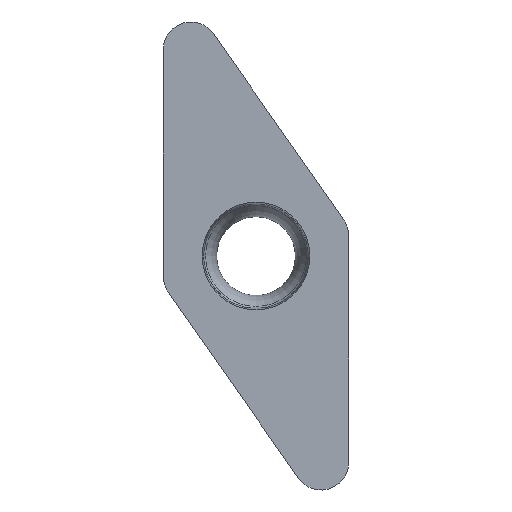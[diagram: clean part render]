
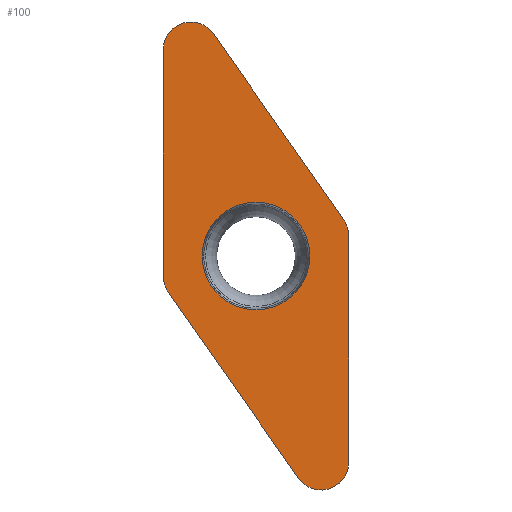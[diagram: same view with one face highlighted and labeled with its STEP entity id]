
A CAD part, top view. The second image highlights one B-rep face of the part: STEP entity #100.
In plain terms, the highlighted planar face has unit normal (0, 0, 1).
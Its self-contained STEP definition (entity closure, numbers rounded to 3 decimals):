
#100=ADVANCED_FACE('',(#209,#210),#112,.T.);
#112=PLANE('',#612);
#127=LINE('',#850,#165);
#129=LINE('',#854,#167);
#139=LINE('',#929,#179);
#141=LINE('',#933,#181);
#165=VECTOR('',#643,1.);
#167=VECTOR('',#647,1.);
#179=VECTOR('',#671,1.);
#181=VECTOR('',#675,1.);
#209=FACE_BOUND('',#241,.T.);
#210=FACE_BOUND('',#242,.T.);
#241=EDGE_LOOP('',(#362));
#242=EDGE_LOOP('',(#363,#364,#365,#366,#367,#368,#369,#370));
#362=ORIENTED_EDGE('',*,*,#494,.F.);
#363=ORIENTED_EDGE('',*,*,#490,.T.);
#364=ORIENTED_EDGE('',*,*,#477,.T.);
#365=ORIENTED_EDGE('',*,*,#470,.F.);
#366=ORIENTED_EDGE('',*,*,#475,.T.);
#367=ORIENTED_EDGE('',*,*,#487,.T.);
#368=ORIENTED_EDGE('',*,*,#457,.T.);
#369=ORIENTED_EDGE('',*,*,#450,.F.);
#370=ORIENTED_EDGE('',*,*,#455,.T.);
#398=VERTEX_POINT('',#834);
#401=VERTEX_POINT('',#839);
#405=VERTEX_POINT('',#849);
#407=VERTEX_POINT('',#855);
#414=VERTEX_POINT('',#913);
#417=VERTEX_POINT('',#918);
#421=VERTEX_POINT('',#928);
#423=VERTEX_POINT('',#934);
#433=VERTEX_POINT('',#1022);
#450=EDGE_CURVE('',#401,#398,#508,.T.);
#455=EDGE_CURVE('',#401,#405,#127,.T.);
#457=EDGE_CURVE('',#407,#398,#129,.T.);
#470=EDGE_CURVE('',#417,#414,#511,.T.);
#475=EDGE_CURVE('',#417,#421,#139,.T.);
#477=EDGE_CURVE('',#423,#414,#141,.T.);
#487=EDGE_CURVE('',#421,#407,#514,.T.);
#490=EDGE_CURVE('',#405,#423,#515,.T.);
#494=EDGE_CURVE('',#433,#433,#517,.T.);
#508=CIRCLE('',#579,1.191);
#511=CIRCLE('',#586,1.191);
#514=CIRCLE('',#592,1.191);
#515=CIRCLE('',#594,1.191);
#517=CIRCLE('',#597,2.322);
#579=AXIS2_PLACEMENT_3D('',#840,#635,#636);
#586=AXIS2_PLACEMENT_3D('',#919,#663,#664);
#592=AXIS2_PLACEMENT_3D('',#991,#687,#688);
#594=AXIS2_PLACEMENT_3D('',#1005,#691,#692);
#597=AXIS2_PLACEMENT_3D('',#1021,#697,#698);
#612=AXIS2_PLACEMENT_3D('',#1057,#739,#740);
#635=DIRECTION('',(0.,0.,-1.));
#636=DIRECTION('',(1.,0.,0.));
#643=DIRECTION('',(0.,1.,0.));
#647=DIRECTION('',(0.574,-0.819,0.));
#663=DIRECTION('',(0.,0.,-1.));
#664=DIRECTION('',(1.,0.,0.));
#671=DIRECTION('',(0.,-1.,0.));
#675=DIRECTION('',(-0.574,0.819,0.));
#687=DIRECTION('',(0.,0.,1.));
#688=DIRECTION('',(1.,0.,0.));
#691=DIRECTION('',(0.,0.,1.));
#692=DIRECTION('',(1.,0.,0.));
#697=DIRECTION('',(0.,0.,1.));
#698=DIRECTION('',(1.,0.,0.));
#739=DIRECTION('',(0.,0.,1.));
#740=DIRECTION('',(1.,0.,0.));
#834=CARTESIAN_POINT('',(1.833,-9.592,0.));
#839=CARTESIAN_POINT('',(4.,-8.909,0.));
#840=CARTESIAN_POINT('',(2.809,-8.909,0.));
#849=CARTESIAN_POINT('',(4.,0.886,0.));
#850=CARTESIAN_POINT('',(4.,7.722,0.));
#854=CARTESIAN_POINT('',(-7.706,4.031,0.));
#855=CARTESIAN_POINT('',(-3.785,-1.569,0.));
#913=CARTESIAN_POINT('',(-1.833,9.592,0.));
#918=CARTESIAN_POINT('',(-4.,8.909,0.));
#919=CARTESIAN_POINT('',(-2.809,8.909,0.));
#928=CARTESIAN_POINT('',(-4.,-0.886,0.));
#929=CARTESIAN_POINT('',(-4.,-7.722,0.));
#933=CARTESIAN_POINT('',(7.706,-4.031,0.));
#934=CARTESIAN_POINT('',(3.785,1.569,0.));
#991=CARTESIAN_POINT('',(-2.809,-0.886,0.));
#1005=CARTESIAN_POINT('',(2.809,0.886,0.));
#1021=CARTESIAN_POINT('',(0.,0.,0.));
#1022=CARTESIAN_POINT('',(2.322,0.,0.));
#1057=CARTESIAN_POINT('',(0.,0.,0.));
